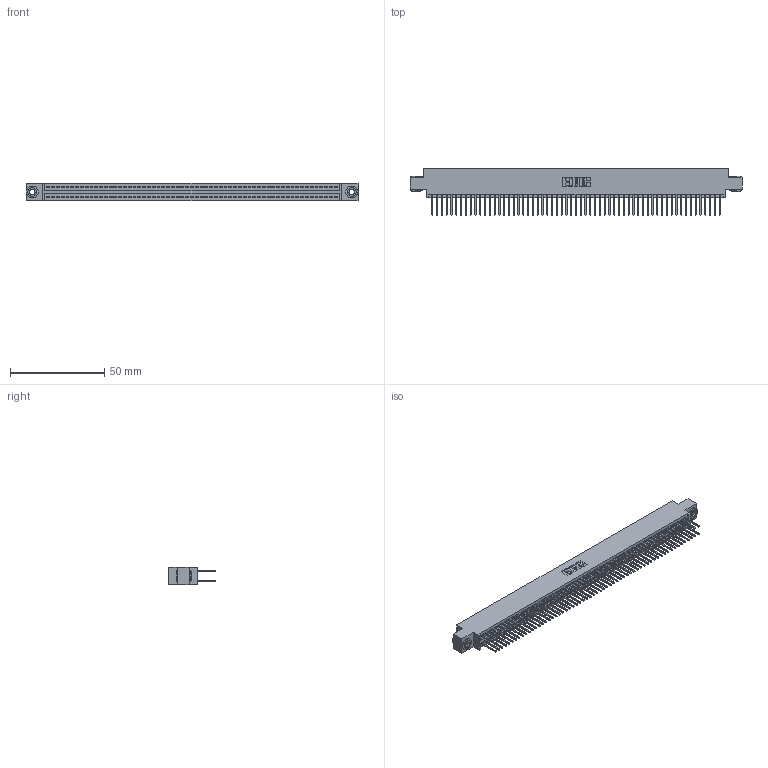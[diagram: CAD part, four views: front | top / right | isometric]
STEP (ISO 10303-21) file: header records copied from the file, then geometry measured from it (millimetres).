
FILE_DESCRIPTION (( 'STEP AP203' ), '1' );
FILE_NAME ('395-122-523-803.STEP', '2019-10-28T07:20:59', ( '' ), ( '' ), 'SwSTEP 2.0', 'SolidWorks 2016', '' );
FILE_SCHEMA (( 'CONFIG_CONTROL_DESIGN' ));
Length unit declared in the file: inch
Products named in the file (4): 345-292-001_345-293-123; 345-250-002_345-250-002-102; 395-122-523-803; 345 Part_0.170 Offset - 0.156 Dia-TH
Assembly tree (125 placements, depth 2):
  395-122-523-803
    345 Part_0.170 Offset - 0.156 Dia-TH
    345-292-001_345-293-123  x122
    345-250-002_345-250-002-102  x2
Bounding box: 176.15 x 24.82 x 9.4 mm (x, y, z)
Volume: 17443.8 mm3; surface area: 27622.8 mm2
Topology: 125 solids, 125 shells, 6268 faces, 18607 edges, 12238 vertices
Faces by surface type: plane 4120, cylinder 2140, cone 8
Entity records: 46104 total; most frequent: CARTESIAN_POINT 7687, ORIENTED_EDGE 7614, DIRECTION 6785, EDGE_CURVE 3807, LINE 3407, VECTOR 3407, VERTEX_POINT 2534, AXIS2_PLACEMENT_3D 1689
